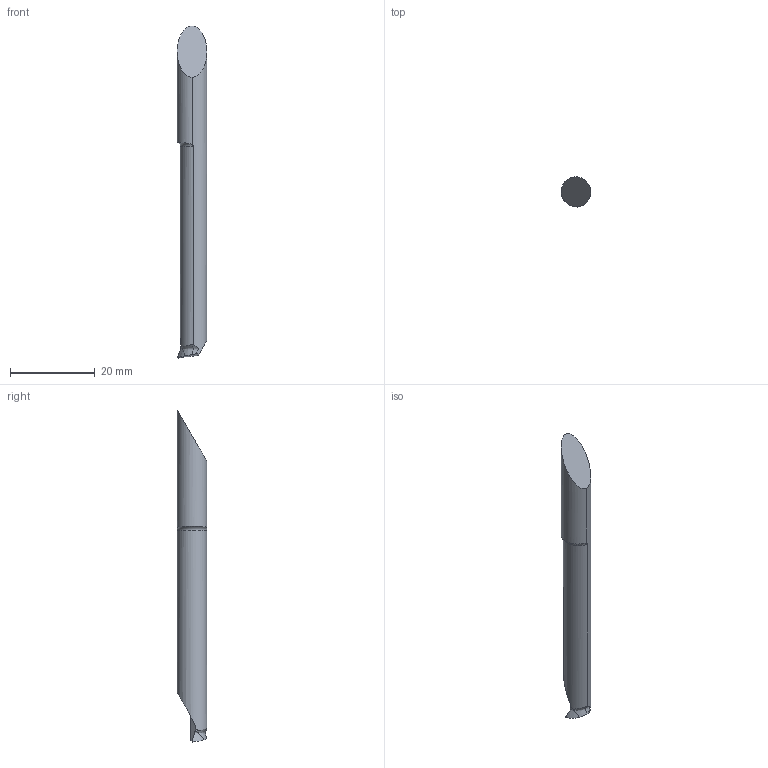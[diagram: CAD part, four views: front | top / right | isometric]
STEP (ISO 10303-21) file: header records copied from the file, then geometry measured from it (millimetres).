
FILE_DESCRIPTION(/* description */ (''),/* implementation_level */ '2;1');
FILE_NAME(/* name */ '1637749300284.stp',/* time_stamp */ '2021-11-24T15:51:56+05:00',/* author */ (''),/* organization */ ('SMS'),/* preprocessor_version */ 'ST-DEVELOPER v16.7',/* originating_system */ 'SIEMENS PLM Software NX 12.0',/* authorisation */ '');
FILE_SCHEMA (('AUTOMOTIVE_DESIGN { 1 0 10303 214 3 1 1 1 }'));
Length unit declared in the file: millimetre
Products named in the file (1): 203803063mod000_00
Bounding box: 7 x 7 x 78.4 mm (x, y, z)
Volume: 2369.1 mm3; surface area: 1577.2 mm2
Topology: 2 solids, 2 shells, 25 faces, 68 edges, 51 vertices
Faces by surface type: plane 10, bspline 6, cylinder 5, extrusion 2, torus 1, cone 1
Entity records: 1845 total; most frequent: CARTESIAN_POINT 1256, ORIENTED_EDGE 134, EDGE_CURVE 67, DIRECTION 67, VERTEX_POINT 46, B_SPLINE_CURVE_WITH_KNOTS 35, ADVANCED_FACE 25, FACE_OUTER_BOUND 25
